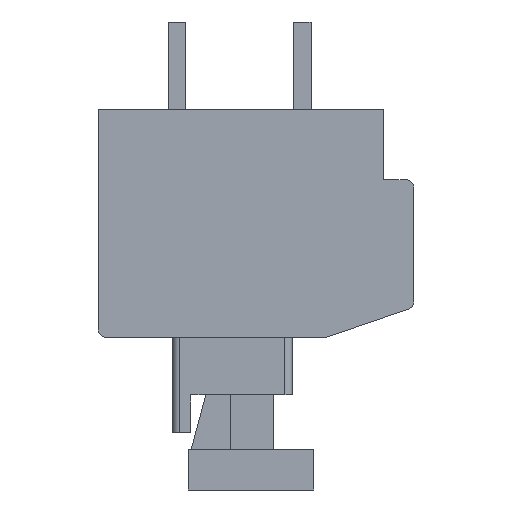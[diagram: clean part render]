
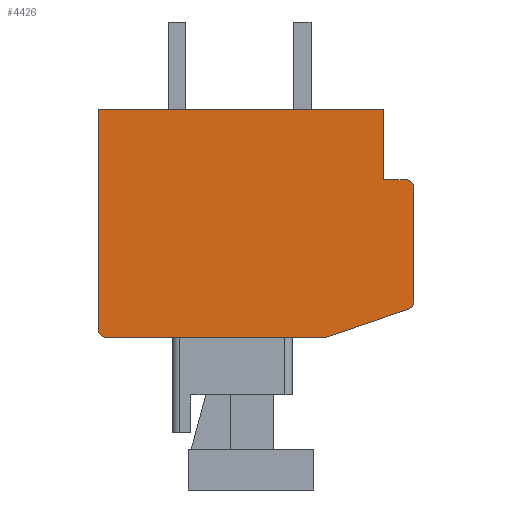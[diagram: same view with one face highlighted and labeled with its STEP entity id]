
A CAD part, front view. The second image highlights one B-rep face of the part: STEP entity #4426.
In plain terms, the highlighted planar face has unit normal (0, -1, 0).
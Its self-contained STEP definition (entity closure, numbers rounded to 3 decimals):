
#1=CARTESIAN_POINT('',(6.,-28.28,-3.136));
#2=DIRECTION('',(0.,-1.,0.));
#3=DIRECTION('',(0.324,0.,-0.946));
#4=AXIS2_PLACEMENT_3D('',#1,#2,#3);
#6=DIRECTION('',(-0.946,0.,-0.324));
#7=VECTOR('',#6,3.486);
#8=CARTESIAN_POINT('',(6.097,-28.28,-3.419));
#9=LINE('',#8,#7);
#10=DIRECTION('',(-1.,0.,0.));
#11=VECTOR('',#10,8.8);
#12=CARTESIAN_POINT('',(2.8,-28.28,-4.55));
#13=LINE('',#12,#11);
#14=CARTESIAN_POINT('',(-6.,-28.28,-4.25));
#15=DIRECTION('',(0.,-1.,0.));
#16=DIRECTION('',(-1.,0.,0.));
#17=AXIS2_PLACEMENT_3D('',#14,#15,#16);
#19=DIRECTION('',(0.,0.,1.));
#20=VECTOR('',#19,8.8);
#21=CARTESIAN_POINT('',(-6.3,-28.28,-4.25));
#22=LINE('',#21,#20);
#23=DIRECTION('',(1.,0.,0.));
#24=VECTOR('',#23,11.4);
#25=CARTESIAN_POINT('',(-6.3,-28.28,4.55));
#26=LINE('',#25,#24);
#27=DIRECTION('',(0.,0.,-1.));
#28=VECTOR('',#27,2.8);
#29=CARTESIAN_POINT('',(5.1,-28.28,4.55));
#30=LINE('',#29,#28);
#31=DIRECTION('',(1.,0.,0.));
#32=VECTOR('',#31,0.9);
#33=CARTESIAN_POINT('',(5.1,-28.28,1.75));
#34=LINE('',#33,#32);
#35=CARTESIAN_POINT('',(6.,-28.28,1.45));
#36=DIRECTION('',(0.,-1.,0.));
#37=DIRECTION('',(1.,0.,0.));
#38=AXIS2_PLACEMENT_3D('',#35,#36,#37);
#40=DIRECTION('',(0.,0.,-1.));
#41=VECTOR('',#40,4.586);
#42=CARTESIAN_POINT('',(6.3,-28.28,1.45));
#43=LINE('',#42,#41);
#3367=CARTESIAN_POINT('',(-6.3,-28.28,4.55));
#3368=CARTESIAN_POINT('',(5.1,-28.28,4.55));
#3369=VERTEX_POINT('',#3367);
#3370=VERTEX_POINT('',#3368);
#3371=CARTESIAN_POINT('',(5.1,-28.28,1.75));
#3372=VERTEX_POINT('',#3371);
#3373=CARTESIAN_POINT('',(6.097,-28.28,-3.419));
#3374=CARTESIAN_POINT('',(6.3,-28.28,-3.136));
#3375=VERTEX_POINT('',#3373);
#3376=VERTEX_POINT('',#3374);
#3377=CARTESIAN_POINT('',(6.3,-28.28,1.45));
#3378=CARTESIAN_POINT('',(6.,-28.28,1.75));
#3379=VERTEX_POINT('',#3377);
#3380=VERTEX_POINT('',#3378);
#3381=CARTESIAN_POINT('',(-6.3,-28.28,-4.25));
#3382=CARTESIAN_POINT('',(-6.,-28.28,-4.55));
#3383=VERTEX_POINT('',#3381);
#3384=VERTEX_POINT('',#3382);
#3385=CARTESIAN_POINT('',(2.8,-28.28,-4.55));
#3386=VERTEX_POINT('',#3385);
#4399=CARTESIAN_POINT('',(0.,-28.28,0.));
#4400=DIRECTION('',(0.,1.,0.));
#4401=DIRECTION('',(1.,0.,0.));
#4402=AXIS2_PLACEMENT_3D('',#4399,#4400,#4401);
#4403=PLANE('',#4402);
#4405=ORIENTED_EDGE('',*,*,#4404,.F.);
#4407=ORIENTED_EDGE('',*,*,#4406,.T.);
#4409=ORIENTED_EDGE('',*,*,#4408,.T.);
#4411=ORIENTED_EDGE('',*,*,#4410,.F.);
#4413=ORIENTED_EDGE('',*,*,#4412,.T.);
#4415=ORIENTED_EDGE('',*,*,#4414,.T.);
#4417=ORIENTED_EDGE('',*,*,#4416,.T.);
#4419=ORIENTED_EDGE('',*,*,#4418,.T.);
#4421=ORIENTED_EDGE('',*,*,#4420,.F.);
#4423=ORIENTED_EDGE('',*,*,#4422,.T.);
#4424=EDGE_LOOP('',(#4405,#4407,#4409,#4411,#4413,#4415,#4417,#4419,#4421,
#4423));
#4425=FACE_OUTER_BOUND('',#4424,.F.);
#4426=ADVANCED_FACE('',(#4425),#4403,.F.);
#5=CIRCLE('',#4,0.3);
#18=CIRCLE('',#17,0.3);
#39=CIRCLE('',#38,0.3);
#4404=EDGE_CURVE('',#3375,#3376,#5,.T.);
#4406=EDGE_CURVE('',#3375,#3386,#9,.T.);
#4408=EDGE_CURVE('',#3386,#3384,#13,.T.);
#4410=EDGE_CURVE('',#3383,#3384,#18,.T.);
#4412=EDGE_CURVE('',#3383,#3369,#22,.T.);
#4414=EDGE_CURVE('',#3369,#3370,#26,.T.);
#4416=EDGE_CURVE('',#3370,#3372,#30,.T.);
#4418=EDGE_CURVE('',#3372,#3380,#34,.T.);
#4420=EDGE_CURVE('',#3379,#3380,#39,.T.);
#4422=EDGE_CURVE('',#3379,#3376,#43,.T.);
